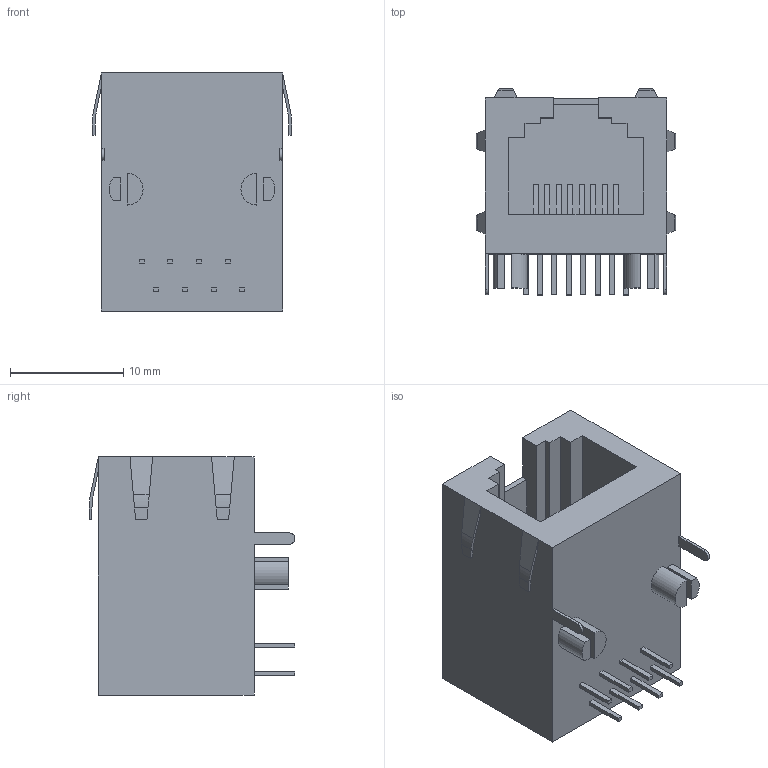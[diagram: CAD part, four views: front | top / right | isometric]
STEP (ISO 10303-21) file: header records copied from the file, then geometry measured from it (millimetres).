
FILE_DESCRIPTION(/* description */ ('OneSpaceDesigner STEP Export'),/* implementation_level */ '2;1');
FILE_NAME(/* name */ '6256710.stp.ipt.stp',/* time_stamp */ '2019-11-20T08:46:31-08:00',/* author */ (''),/* organization */ (''),/* preprocessor_version */ 'ST-DEVELOPER v16.5',/* originating_system */ 'Autodesk Inventor 2017',/* authorisation */ '');
FILE_SCHEMA (('AUTOMOTIVE_DESIGN { 1 0 10303 214 3 1 1 }'));
Length unit declared in the file: millimetre
Products named in the file (1): 6256710.stp
Bounding box: 17.6 x 18.15 x 21 mm (x, y, z)
Volume: 3554.4 mm3; surface area: 2439.5 mm2
Topology: 1 solids, 1 shells, 174 faces, 468 edges, 308 vertices
Faces by surface type: plane 156, cylinder 18
Entity records: 5421 total; most frequent: CARTESIAN_POINT 951, ORIENTED_EDGE 936, DIRECTION 854, EDGE_CURVE 468, LINE 432, VECTOR 432, VERTEX_POINT 308, AXIS2_PLACEMENT_3D 211
